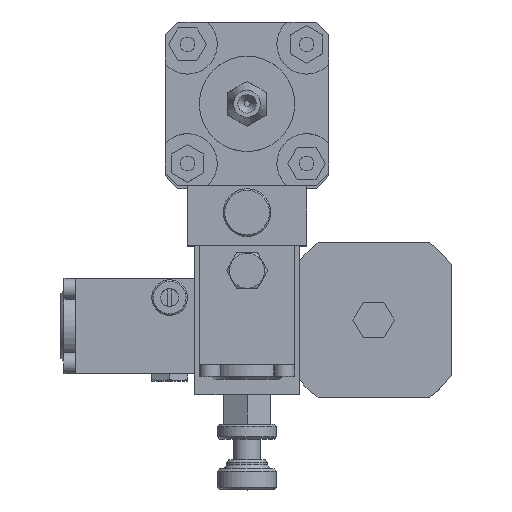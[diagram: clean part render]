
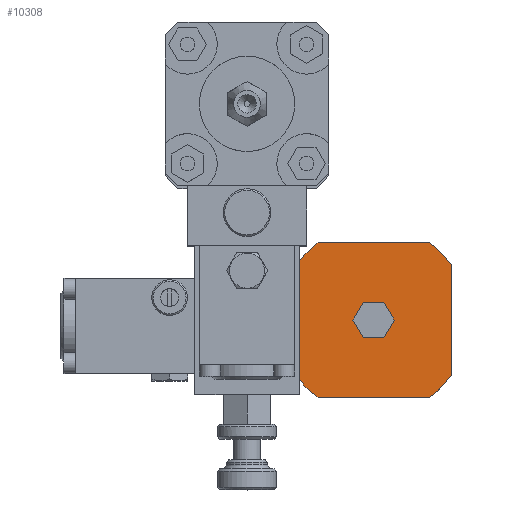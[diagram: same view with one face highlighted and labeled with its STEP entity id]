
A CAD part, top view. The second image highlights one B-rep face of the part: STEP entity #10308.
In plain terms, the highlighted face is planar.
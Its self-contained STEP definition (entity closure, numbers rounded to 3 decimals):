
#9803=CARTESIAN_POINT('',(-8.0,39.036,19.));
#9804=VERTEX_POINT('',#9803);
#9811=CARTESIAN_POINT('',(-8.0,35.572,25.));
#9812=VERTEX_POINT('',#9811);
#9813=CARTESIAN_POINT('',(-8.0,35.572,25.));
#9814=DIRECTION('',(0.0,0.5,-0.866));
#9815=VECTOR('',#9814,6.928);
#9816=LINE('',#9813,#9815);
#9817=EDGE_CURVE('',#9812,#9804,#9816,.T.);
#9841=CARTESIAN_POINT('',(-8.0,45.964,19.));
#9842=VERTEX_POINT('',#9841);
#9849=CARTESIAN_POINT('',(-8.0,39.036,19.));
#9850=DIRECTION('',(0.0,1.0,0.0));
#9851=VECTOR('',#9850,6.928);
#9852=LINE('',#9849,#9851);
#9853=EDGE_CURVE('',#9804,#9842,#9852,.T.);
#9872=CARTESIAN_POINT('',(-8.0,49.428,25.));
#9873=VERTEX_POINT('',#9872);
#9880=CARTESIAN_POINT('',(-8.0,45.964,19.));
#9881=DIRECTION('',(0.0,0.5,0.866));
#9882=VECTOR('',#9881,6.928);
#9883=LINE('',#9880,#9882);
#9884=EDGE_CURVE('',#9842,#9873,#9883,.T.);
#9903=CARTESIAN_POINT('',(-8.0,45.964,31.));
#9904=VERTEX_POINT('',#9903);
#9911=CARTESIAN_POINT('',(-8.0,49.428,25.));
#9912=DIRECTION('',(0.0,-0.5,0.866));
#9913=VECTOR('',#9912,6.928);
#9914=LINE('',#9911,#9913);
#9915=EDGE_CURVE('',#9873,#9904,#9914,.T.);
#9934=CARTESIAN_POINT('',(-8.0,39.036,31.));
#9935=VERTEX_POINT('',#9934);
#9942=CARTESIAN_POINT('',(-8.0,45.964,31.));
#9943=DIRECTION('',(0.0,-1.0,0.0));
#9944=VECTOR('',#9943,6.928);
#9945=LINE('',#9942,#9944);
#9946=EDGE_CURVE('',#9904,#9935,#9945,.T.);
#9964=CARTESIAN_POINT('',(-8.0,39.036,31.));
#9965=DIRECTION('',(0.0,-0.5,-0.866));
#9966=VECTOR('',#9965,6.928);
#9967=LINE('',#9964,#9966);
#9968=EDGE_CURVE('',#9935,#9812,#9967,.T.);
#10225=CARTESIAN_POINT('',(-8.0,42.5,25.0));
#10226=DIRECTION('',(1.0,0.0,0.0));
#10227=DIRECTION('',(0.0,0.0,-1.0));
#10228=AXIS2_PLACEMENT_3D('',#10225,#10226,#10227);
#10229=PLANE('',#10228);
#10230=CARTESIAN_POINT('',(-8.,17.5,5.025));
#10231=VERTEX_POINT('',#10230);
#10232=CARTESIAN_POINT('',(-8.,17.5,44.975));
#10233=VERTEX_POINT('',#10232);
#10234=CARTESIAN_POINT('',(-8.0,17.5,5.025));
#10235=DIRECTION('',(0.0,0.0,1.0));
#10236=VECTOR('',#10235,39.95);
#10237=LINE('',#10234,#10236);
#10238=EDGE_CURVE('',#10231,#10233,#10237,.T.);
#10239=ORIENTED_EDGE('',*,*,#10238,.T.);
#10240=CARTESIAN_POINT('',(-8.0,23.845,51.0));
#10241=VERTEX_POINT('',#10240);
#10242=CARTESIAN_POINT('',(-8.0,42.5,25.0));
#10243=DIRECTION('',(1.,0.0,0.0));
#10244=DIRECTION('',(0.0,-0.583,0.812));
#10245=AXIS2_PLACEMENT_3D('',#10242,#10243,#10244);
#10246=CIRCLE('',#10245,32.);
#10247=EDGE_CURVE('',#10241,#10233,#10246,.T.);
#10248=ORIENTED_EDGE('',*,*,#10247,.F.);
#10249=CARTESIAN_POINT('',(-8.0,61.155,51.));
#10250=VERTEX_POINT('',#10249);
#10251=CARTESIAN_POINT('',(-8.0,61.155,51.));
#10252=DIRECTION('',(0.0,-1.0,0.0));
#10253=VECTOR('',#10252,37.31);
#10254=LINE('',#10251,#10253);
#10255=EDGE_CURVE('',#10250,#10241,#10254,.T.);
#10256=ORIENTED_EDGE('',*,*,#10255,.F.);
#10257=CARTESIAN_POINT('',(-8.0,68.5,43.655));
#10258=VERTEX_POINT('',#10257);
#10259=CARTESIAN_POINT('',(-8.0,42.5,25.0));
#10260=DIRECTION('',(1.,0.0,0.0));
#10261=DIRECTION('',(0.0,0.812,0.583));
#10262=AXIS2_PLACEMENT_3D('',#10259,#10260,#10261);
#10263=CIRCLE('',#10262,32.);
#10264=EDGE_CURVE('',#10258,#10250,#10263,.T.);
#10265=ORIENTED_EDGE('',*,*,#10264,.F.);
#10266=CARTESIAN_POINT('',(-8.0,68.5,6.345));
#10267=VERTEX_POINT('',#10266);
#10268=CARTESIAN_POINT('',(-8.0,68.5,6.345));
#10269=DIRECTION('',(0.0,0.0,1.0));
#10270=VECTOR('',#10269,37.31);
#10271=LINE('',#10268,#10270);
#10272=EDGE_CURVE('',#10267,#10258,#10271,.T.);
#10273=ORIENTED_EDGE('',*,*,#10272,.F.);
#10274=CARTESIAN_POINT('',(-8.0,61.155,-1.));
#10275=VERTEX_POINT('',#10274);
#10276=CARTESIAN_POINT('',(-8.0,42.5,25.0));
#10277=DIRECTION('',(1.,0.0,0.0));
#10278=DIRECTION('',(0.0,0.583,-0.812));
#10279=AXIS2_PLACEMENT_3D('',#10276,#10277,#10278);
#10280=CIRCLE('',#10279,32.);
#10281=EDGE_CURVE('',#10275,#10267,#10280,.T.);
#10282=ORIENTED_EDGE('',*,*,#10281,.F.);
#10283=CARTESIAN_POINT('',(-8.0,23.845,-1.));
#10284=VERTEX_POINT('',#10283);
#10285=CARTESIAN_POINT('',(-8.0,23.845,-1.));
#10286=DIRECTION('',(0.0,1.0,0.0));
#10287=VECTOR('',#10286,37.31);
#10288=LINE('',#10285,#10287);
#10289=EDGE_CURVE('',#10284,#10275,#10288,.T.);
#10290=ORIENTED_EDGE('',*,*,#10289,.F.);
#10291=CARTESIAN_POINT('',(-8.0,42.5,25.0));
#10292=DIRECTION('',(1.,0.0,0.0));
#10293=DIRECTION('',(0.0,-0.812,-0.583));
#10294=AXIS2_PLACEMENT_3D('',#10291,#10292,#10293);
#10295=CIRCLE('',#10294,32.);
#10296=EDGE_CURVE('',#10231,#10284,#10295,.T.);
#10297=ORIENTED_EDGE('',*,*,#10296,.F.);
#10298=EDGE_LOOP('',(#10239,#10248,#10256,#10265,#10273,#10282,#10290,#10297));
#10299=FACE_OUTER_BOUND('',#10298,.T.);
#10300=ORIENTED_EDGE('',*,*,#9817,.T.);
#10301=ORIENTED_EDGE('',*,*,#9853,.T.);
#10302=ORIENTED_EDGE('',*,*,#9884,.T.);
#10303=ORIENTED_EDGE('',*,*,#9915,.T.);
#10304=ORIENTED_EDGE('',*,*,#9946,.T.);
#10305=ORIENTED_EDGE('',*,*,#9968,.T.);
#10306=EDGE_LOOP('',(#10300,#10301,#10302,#10303,#10304,#10305));
#10307=FACE_BOUND('',#10306,.T.);
#10308=ADVANCED_FACE('',(#10299,#10307),#10229,.F.);
